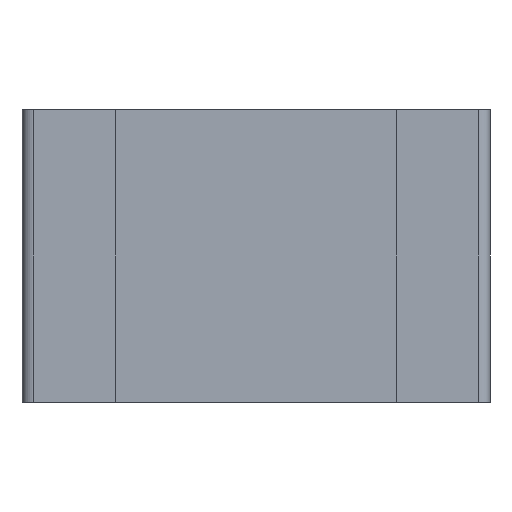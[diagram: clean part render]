
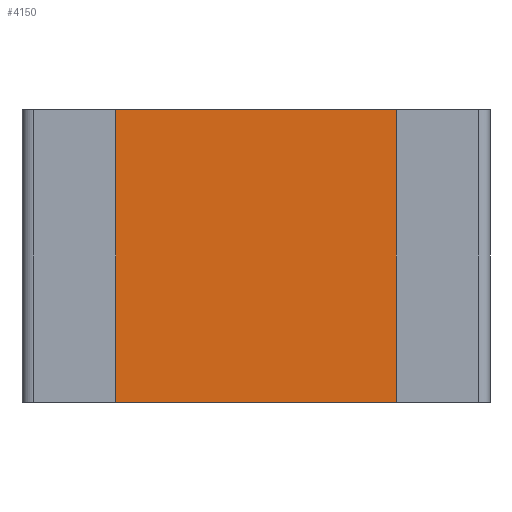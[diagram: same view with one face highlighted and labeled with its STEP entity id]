
A CAD part, front view. The second image highlights one B-rep face of the part: STEP entity #4150.
In plain terms, the highlighted planar face has unit normal (0, -1, 0).
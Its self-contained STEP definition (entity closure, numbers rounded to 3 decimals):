
#151 = VERTEX_POINT ( 'NONE', #2185 ) ;
#532 = LINE ( 'NONE', #1131, #3771 ) ;
#693 = DIRECTION ( 'NONE',  ( 0., 1., 0. ) ) ;
#797 = CARTESIAN_POINT ( 'NONE',  ( -0.95, 0.05, 0.625 ) ) ;
#970 = VERTEX_POINT ( 'NONE', #6762 ) ;
#973 = VERTEX_POINT ( 'NONE', #1760 ) ;
#1039 = EDGE_LOOP ( 'NONE', ( #4077, #2143, #5790, #4365 ) ) ;
#1131 = CARTESIAN_POINT ( 'NONE',  ( -0.95, 0.05, -0.625 ) ) ;
#1157 = CARTESIAN_POINT ( 'NONE',  ( 0., 0.05, 0. ) ) ;
#1332 = VERTEX_POINT ( 'NONE', #797 ) ;
#1518 = EDGE_CURVE ( 'NONE', #973, #1332, #3910, .T. ) ;
#1694 = VECTOR ( 'NONE', #6469, 1000. ) ;
#1760 = CARTESIAN_POINT ( 'NONE',  ( -0.95, 0.05, -0.625 ) ) ;
#1799 = DIRECTION ( 'NONE',  ( 0., 0., 1. ) ) ;
#2143 = ORIENTED_EDGE ( 'NONE', *, *, #3831, .F. ) ;
#2185 = CARTESIAN_POINT ( 'NONE',  ( 0.95, 0.05, 0.625 ) ) ;
#2349 = LINE ( 'NONE', #5571, #4121 ) ;
#3771 = VECTOR ( 'NONE', #4376, 1000. ) ;
#3831 = EDGE_CURVE ( 'NONE', #970, #973, #532, .T. ) ;
#3868 = VECTOR ( 'NONE', #4976, 1000. ) ;
#3910 = LINE ( 'NONE', #6071, #1694 ) ;
#4077 = ORIENTED_EDGE ( 'NONE', *, *, #1518, .F. ) ;
#4121 = VECTOR ( 'NONE', #5047, 1000. ) ;
#4150 = ADVANCED_FACE ( 'NONE', ( #4288 ), #6449, .F. ) ;
#4288 = FACE_OUTER_BOUND ( 'NONE', #1039, .T. ) ;
#4365 = ORIENTED_EDGE ( 'NONE', *, *, #5796, .F. ) ;
#4376 = DIRECTION ( 'NONE',  ( -1., 0., 0. ) ) ;
#4906 = CARTESIAN_POINT ( 'NONE',  ( -0.95, 0.05, 0.625 ) ) ;
#4976 = DIRECTION ( 'NONE',  ( 1., 0., 0. ) ) ;
#5047 = DIRECTION ( 'NONE',  ( 0., 0., -1. ) ) ;
#5156 = EDGE_CURVE ( 'NONE', #151, #970, #2349, .T. ) ;
#5472 = AXIS2_PLACEMENT_3D ( 'NONE', #1157, #693, #1799 ) ;
#5571 = CARTESIAN_POINT ( 'NONE',  ( 0.95, 0.05, -0.625 ) ) ;
#5790 = ORIENTED_EDGE ( 'NONE', *, *, #5156, .F. ) ;
#5796 = EDGE_CURVE ( 'NONE', #1332, #151, #6999, .T. ) ;
#6071 = CARTESIAN_POINT ( 'NONE',  ( -0.95, 0.05, -0.625 ) ) ;
#6449 = PLANE ( 'NONE',  #5472 ) ;
#6469 = DIRECTION ( 'NONE',  ( 0., 0., 1. ) ) ;
#6762 = CARTESIAN_POINT ( 'NONE',  ( 0.95, 0.05, -0.625 ) ) ;
#6999 = LINE ( 'NONE', #4906, #3868 ) ;
